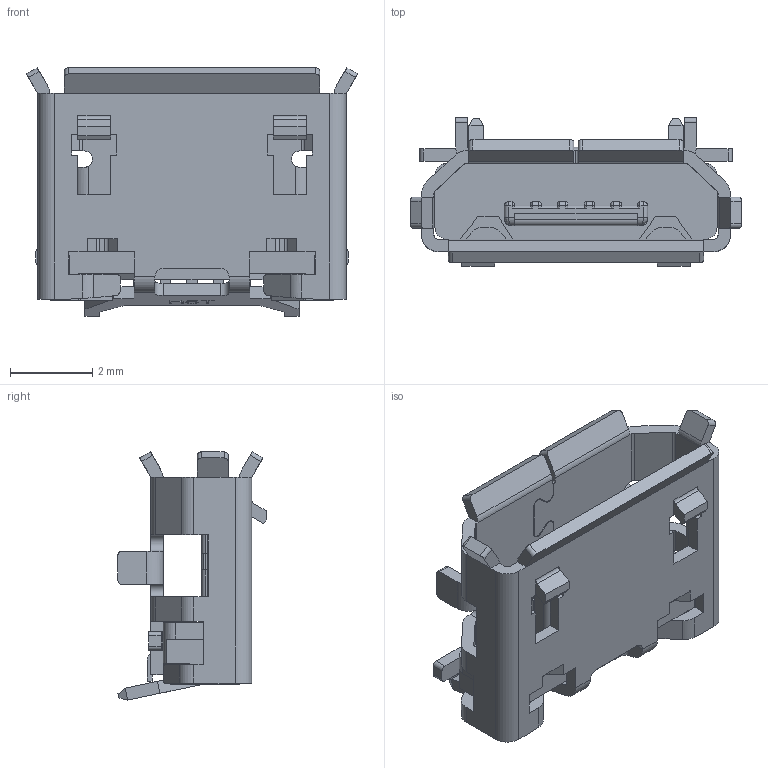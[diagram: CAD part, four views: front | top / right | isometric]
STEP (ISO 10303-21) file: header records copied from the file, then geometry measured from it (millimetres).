
FILE_DESCRIPTION (( 'STEP AP214' ), '1' );
FILE_NAME ('User Library-10103594.STEP', '2017-12-26T06:45:54', ( '' ), ( '' ), 'SwSTEP 2.0', 'SolidWorks 2018', '' );
FILE_SCHEMA (( 'AUTOMOTIVE_DESIGN' ));
Length unit declared in the file: millimetre
Products named in the file (5): User Library-10103594_MICRO-USB-SCOKET-HOUSING; User Library-10103594_SUS_PLATE; User Library-10103594_MICRO-USB-SCOKET-INSERT-TML; User Library-10103594; User Library-10103594_SHIELD
Assembly tree (4 placements, depth 2):
  User Library-10103594
    User Library-10103594_MICRO-USB-SCOKET-HOUSING
    User Library-10103594_MICRO-USB-SCOKET-INSERT-TML
    User Library-10103594_SHIELD
    User Library-10103594_SUS_PLATE
Bounding box: 8.04 x 3.6 x 6.03 mm (x, y, z)
Volume: 45.1 mm3; surface area: 336.4 mm2
Topology: 8 solids, 8 shells, 948 faces, 2681 edges, 1756 vertices
Faces by surface type: plane 666, cylinder 266, bspline 16
Entity records: 31057 total; most frequent: CARTESIAN_POINT 5848, ORIENTED_EDGE 5362, DIRECTION 5063, EDGE_CURVE 2681, VECTOR 2121, LINE 2121, VERTEX_POINT 1756, AXIS2_PLACEMENT_3D 1471
